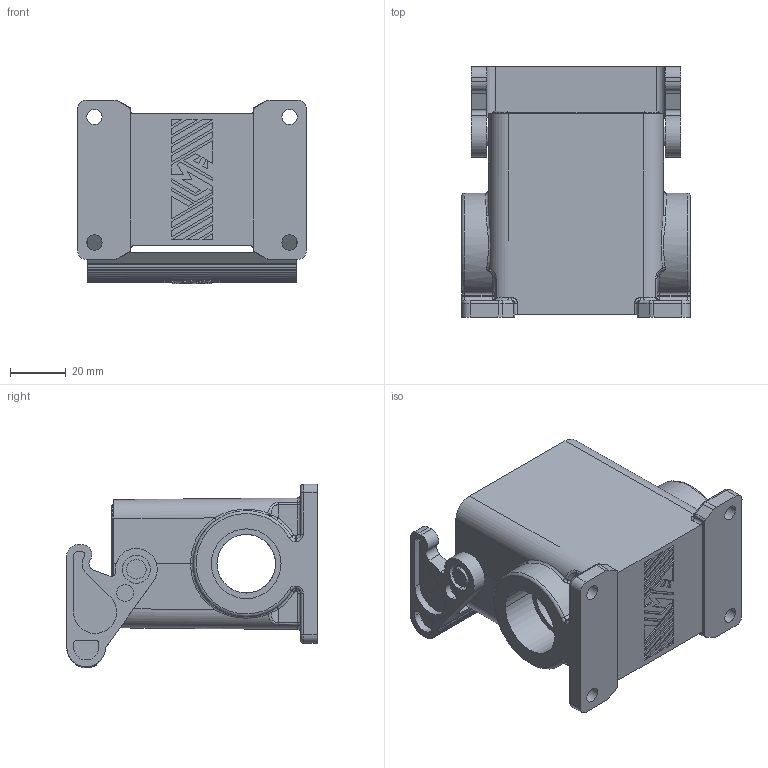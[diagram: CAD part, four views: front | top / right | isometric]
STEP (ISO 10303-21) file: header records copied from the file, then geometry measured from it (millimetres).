
FILE_DESCRIPTION(('Creo Elements/Direct Modeling STEP Export'),'2;1');
FILE_NAME('0ln7uvk53b4uuoq4816','2020-06-22T 9:59:54',(''),(''),'Creo Elements/Direct Modeling STEP processor for AP214 (Solid Model)','Creo Elements/Direct Modeling 20.1B 02-Apr-2019 (C) Parametric Technology GmbH','');
FILE_SCHEMA(('AUTOMOTIVE_DESIGN { 1 0 10303 214 1 1 1 1 }'));
Length unit declared in the file: millimetre
Products named in the file (2): TAPW06L225B
Assembly tree (1 placements, depth 2):
  TAPW06L225B
    TAPW06L225B
Bounding box: 82 x 89.9 x 65.8 mm (x, y, z)
Volume: 139353.6 mm3; surface area: 50036.2 mm2
Topology: 1 solids, 9 shells, 780 faces, 2142 edges, 1378 vertices
Faces by surface type: plane 399, cylinder 227, bspline 104, torus 26, cone 20, sphere 4
Entity records: 38141 total; most frequent: CARTESIAN_POINT 19667, ORIENTED_EDGE 4284, DIRECTION 3369, EDGE_CURVE 2142, VERTEX_POINT 1378, VECTOR 1161, LINE 1161, AXIS2_PLACEMENT_3D 1104
